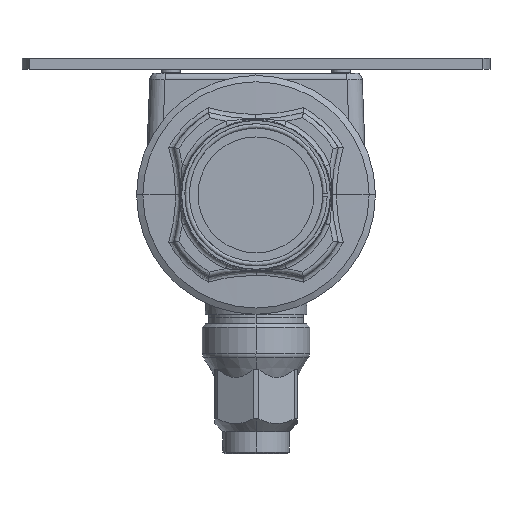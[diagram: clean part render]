
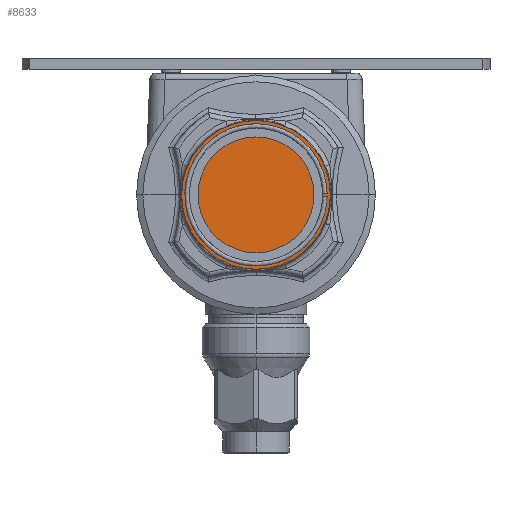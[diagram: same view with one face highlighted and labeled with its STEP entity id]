
A CAD part, left-side view. The second image highlights one B-rep face of the part: STEP entity #8633.
In plain terms, the highlighted planar face has unit normal (-1, 0, 0).
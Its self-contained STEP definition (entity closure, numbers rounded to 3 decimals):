
#6824=CARTESIAN_POINT('',(-40.516,0.,0.));
#6825=DIRECTION('',(-1.,0.,0.));
#6826=DIRECTION('',(0.,0.,1.));
#6827=AXIS2_PLACEMENT_3D('',#6824,#6825,#6826);
#6834=CARTESIAN_POINT('',(-40.516,0.,0.));
#6835=DIRECTION('',(-1.,0.,0.));
#6836=DIRECTION('',(0.,0.,-1.));
#6837=AXIS2_PLACEMENT_3D('',#6834,#6835,#6836);
#7263=CARTESIAN_POINT('',(-40.516,0.,
23.501));
#7264=CARTESIAN_POINT('',(-40.516,0.,
-23.501));
#7265=VERTEX_POINT('',#7263);
#7266=VERTEX_POINT('',#7264);
#8623=CARTESIAN_POINT('',(-40.516,-35.5,27.5));
#8624=DIRECTION('',(1.,0.,0.));
#8625=DIRECTION('',(0.,0.,-1.));
#8626=AXIS2_PLACEMENT_3D('',#8623,#8624,#8625);
#8627=PLANE('',#8626);
#8628=ORIENTED_EDGE('',*,*,#8613,.F.);
#8630=ORIENTED_EDGE('',*,*,#8629,.F.);
#8631=EDGE_LOOP('',(#8628,#8630));
#8632=FACE_OUTER_BOUND('',#8631,.F.);
#8633=ADVANCED_FACE('',(#8632),#8627,.F.);
#6828=CIRCLE('',#6827,23.501);
#6838=CIRCLE('',#6837,23.501);
#8613=EDGE_CURVE('',#7265,#7266,#6828,.T.);
#8629=EDGE_CURVE('',#7266,#7265,#6838,.T.);
